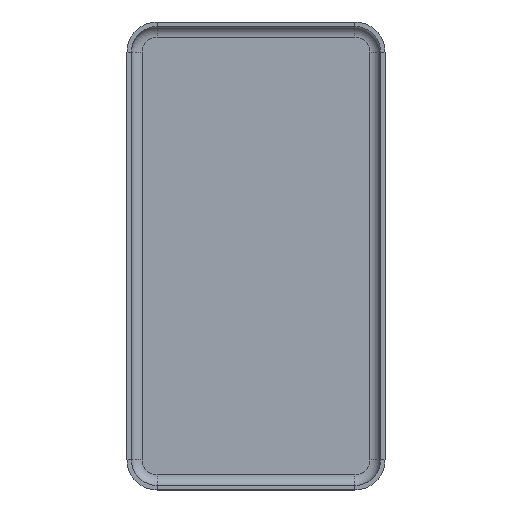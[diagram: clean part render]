
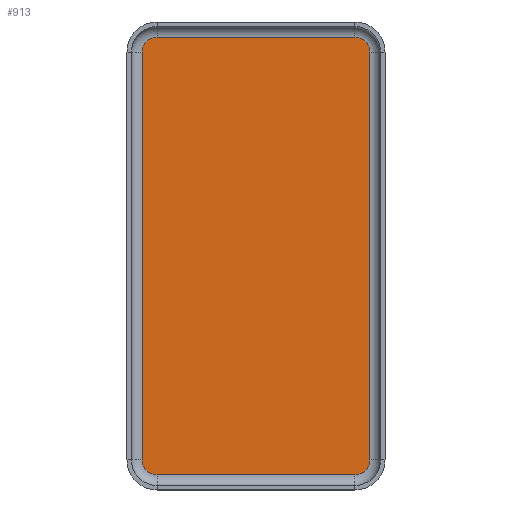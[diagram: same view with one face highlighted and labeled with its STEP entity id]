
A CAD part, front view. The second image highlights one B-rep face of the part: STEP entity #913.
In plain terms, the highlighted planar face has unit normal (0, -1, 0).
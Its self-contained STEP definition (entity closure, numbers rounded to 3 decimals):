
#31 = DIRECTION ( 'NONE',  ( 0., 1., 0. ) ) ;
#45 = CARTESIAN_POINT ( 'NONE',  ( 7.55, -0.3, 13.5 ) ) ;
#51 = LINE ( 'NONE', #45, #597 ) ;
#81 = VERTEX_POINT ( 'NONE', #222 ) ;
#87 = EDGE_CURVE ( 'NONE', #81, #773, #473, .T. ) ;
#93 = ORIENTED_EDGE ( 'NONE', *, *, #520, .F. ) ;
#108 = ORIENTED_EDGE ( 'NONE', *, *, #923, .F. ) ;
#112 = CARTESIAN_POINT ( 'NONE',  ( 6.55, -0.3, 14.5 ) ) ;
#125 = CARTESIAN_POINT ( 'NONE',  ( 7.55, -0.3, -13.5 ) ) ;
#135 = DIRECTION ( 'NONE',  ( 0., 0., 1. ) ) ;
#150 = DIRECTION ( 'NONE',  ( 0., -1., 0. ) ) ;
#156 = CIRCLE ( 'NONE', #891, 1. ) ;
#163 = DIRECTION ( 'NONE',  ( 0., 0., -1. ) ) ;
#198 = ORIENTED_EDGE ( 'NONE', *, *, #87, .F. ) ;
#222 = CARTESIAN_POINT ( 'NONE',  ( -6.55, -0.3, 14.5 ) ) ;
#242 = EDGE_CURVE ( 'NONE', #960, #81, #1009, .T. ) ;
#284 = ORIENTED_EDGE ( 'NONE', *, *, #859, .F. ) ;
#306 = AXIS2_PLACEMENT_3D ( 'NONE', #507, #150, #163 ) ;
#323 = VERTEX_POINT ( 'NONE', #586 ) ;
#331 = EDGE_CURVE ( 'NONE', #323, #881, #580, .T. ) ;
#342 = FACE_OUTER_BOUND ( 'NONE', #1103, .T. ) ;
#353 = CIRCLE ( 'NONE', #831, 1. ) ;
#382 = CIRCLE ( 'NONE', #908, 1. ) ;
#418 = ORIENTED_EDGE ( 'NONE', *, *, #242, .F. ) ;
#427 = VECTOR ( 'NONE', #565, 1000. ) ;
#446 = CARTESIAN_POINT ( 'NONE',  ( 6.55, -0.3, -13.5 ) ) ;
#461 = DIRECTION ( 'NONE',  ( 0., 0., 1. ) ) ;
#466 = CARTESIAN_POINT ( 'NONE',  ( -6.55, -0.3, 13.5 ) ) ;
#473 = LINE ( 'NONE', #1134, #427 ) ;
#507 = CARTESIAN_POINT ( 'NONE',  ( 6.55, -0.3, 13.5 ) ) ;
#512 = EDGE_CURVE ( 'NONE', #881, #1144, #353, .T. ) ;
#517 = ORIENTED_EDGE ( 'NONE', *, *, #331, .F. ) ;
#520 = EDGE_CURVE ( 'NONE', #1144, #960, #1059, .T. ) ;
#523 = EDGE_CURVE ( 'NONE', #801, #323, #156, .T. ) ;
#535 = CARTESIAN_POINT ( 'NONE',  ( -6.55, -0.3, -13.5 ) ) ;
#544 = VERTEX_POINT ( 'NONE', #740 ) ;
#545 = DIRECTION ( 'NONE',  ( 0., 0., 1. ) ) ;
#565 = DIRECTION ( 'NONE',  ( 1., 0., 0. ) ) ;
#569 = DIRECTION ( 'NONE',  ( 0., 0., 1. ) ) ;
#573 = DIRECTION ( 'NONE',  ( 0., 1., 0. ) ) ;
#580 = LINE ( 'NONE', #682, #731 ) ;
#586 = CARTESIAN_POINT ( 'NONE',  ( 6.55, -0.3, -14.5 ) ) ;
#596 = DIRECTION ( 'NONE',  ( -1., 0., 0. ) ) ;
#597 = VECTOR ( 'NONE', #658, 1000. ) ;
#650 = CARTESIAN_POINT ( 'NONE',  ( -7.55, -0.3, -13.5 ) ) ;
#658 = DIRECTION ( 'NONE',  ( 0., 0., -1. ) ) ;
#682 = CARTESIAN_POINT ( 'NONE',  ( 6.55, -0.3, -14.5 ) ) ;
#687 = AXIS2_PLACEMENT_3D ( 'NONE', #466, #1131, #135 ) ;
#726 = DIRECTION ( 'NONE',  ( 0., 1., 0. ) ) ;
#731 = VECTOR ( 'NONE', #596, 1000. ) ;
#740 = CARTESIAN_POINT ( 'NONE',  ( 7.55, -0.3, 13.5 ) ) ;
#773 = VERTEX_POINT ( 'NONE', #112 ) ;
#793 = VECTOR ( 'NONE', #461, 1000. ) ;
#801 = VERTEX_POINT ( 'NONE', #125 ) ;
#831 = AXIS2_PLACEMENT_3D ( 'NONE', #535, #726, #1010 ) ;
#859 = EDGE_CURVE ( 'NONE', #773, #544, #382, .T. ) ;
#881 = VERTEX_POINT ( 'NONE', #1037 ) ;
#891 = AXIS2_PLACEMENT_3D ( 'NONE', #446, #31, #545 ) ;
#908 = AXIS2_PLACEMENT_3D ( 'NONE', #940, #573, #569 ) ;
#913 = ADVANCED_FACE ( 'NONE', ( #342 ), #1067, .T. ) ;
#923 = EDGE_CURVE ( 'NONE', #544, #801, #51, .T. ) ;
#940 = CARTESIAN_POINT ( 'NONE',  ( 6.55, -0.3, 13.5 ) ) ;
#960 = VERTEX_POINT ( 'NONE', #1159 ) ;
#992 = ORIENTED_EDGE ( 'NONE', *, *, #512, .F. ) ;
#1009 = CIRCLE ( 'NONE', #687, 1. ) ;
#1010 = DIRECTION ( 'NONE',  ( 0., 0., 1. ) ) ;
#1037 = CARTESIAN_POINT ( 'NONE',  ( -6.55, -0.3, -14.5 ) ) ;
#1059 = LINE ( 'NONE', #1116, #793 ) ;
#1067 = PLANE ( 'NONE',  #306 ) ;
#1103 = EDGE_LOOP ( 'NONE', ( #284, #198, #418, #93, #992, #517, #1164, #108 ) ) ;
#1116 = CARTESIAN_POINT ( 'NONE',  ( -7.55, -0.3, -13.5 ) ) ;
#1131 = DIRECTION ( 'NONE',  ( 0., 1., 0. ) ) ;
#1134 = CARTESIAN_POINT ( 'NONE',  ( -6.55, -0.3, 14.5 ) ) ;
#1144 = VERTEX_POINT ( 'NONE', #650 ) ;
#1159 = CARTESIAN_POINT ( 'NONE',  ( -7.55, -0.3, 13.5 ) ) ;
#1164 = ORIENTED_EDGE ( 'NONE', *, *, #523, .F. ) ;
